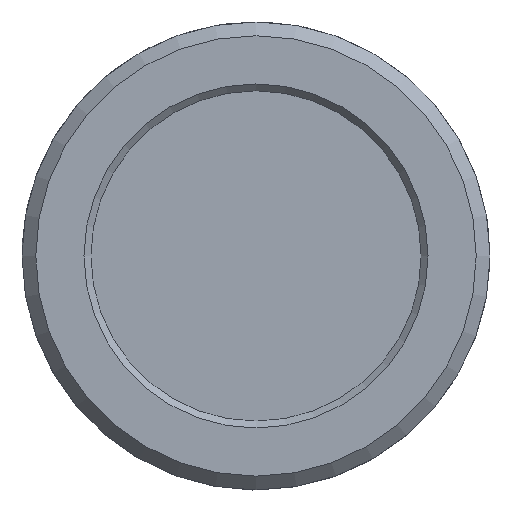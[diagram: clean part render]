
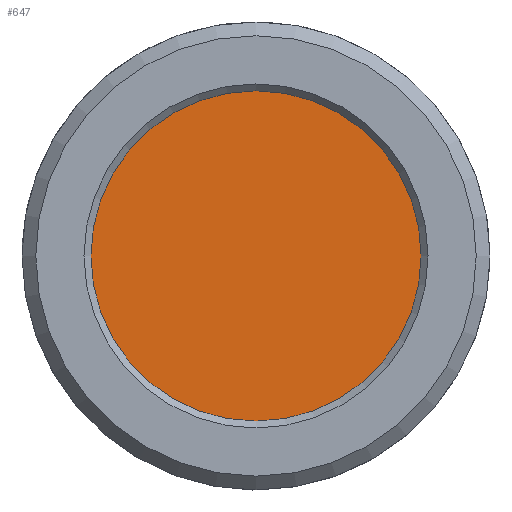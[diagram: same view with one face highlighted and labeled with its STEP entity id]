
A CAD part, top view. The second image highlights one B-rep face of the part: STEP entity #647.
In plain terms, the highlighted planar face has unit normal (0, 0, 1).
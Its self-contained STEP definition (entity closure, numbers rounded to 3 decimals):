
#287=ORIENTED_EDGE('',*,*,#377,.T.);
#377=EDGE_CURVE('',#437,#437,#475,.F.);
#437=VERTEX_POINT('',#1133);
#475=CIRCLE('',#742,24.);
#523=EDGE_LOOP('',(#287));
#579=FACE_BOUND('',#523,.T.);
#611=PLANE('',#741);
#647=ADVANCED_FACE('',(#579),#611,.F.);
#741=AXIS2_PLACEMENT_3D('',#1131,#939,#940);
#742=AXIS2_PLACEMENT_3D('',#1132,#941,#942);
#939=DIRECTION('',(0.,0.,-1.));
#940=DIRECTION('',(-1.,0.,0.));
#941=DIRECTION('',(0.,0.,-1.));
#942=DIRECTION('',(-1.,0.,0.));
#1131=CARTESIAN_POINT('',(0.,0.,3.));
#1132=CARTESIAN_POINT('',(0.,0.,3.));
#1133=CARTESIAN_POINT('',(-24.,0.,3.));
